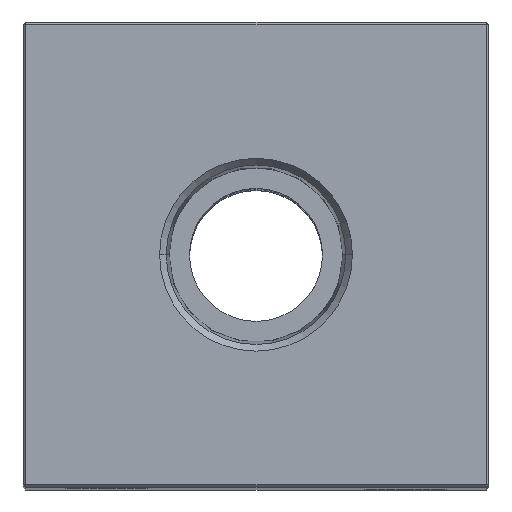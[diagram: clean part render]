
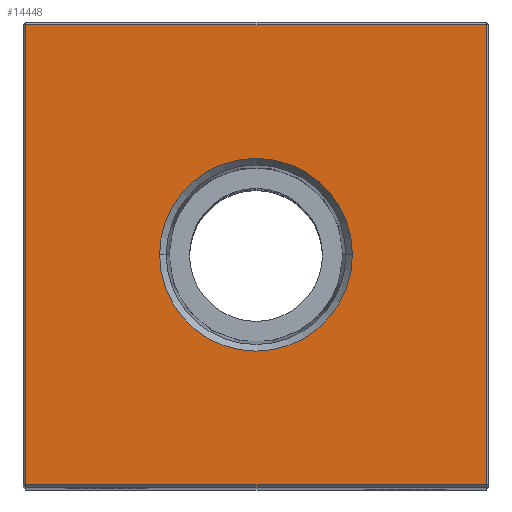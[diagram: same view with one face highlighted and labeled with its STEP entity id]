
A CAD part, top view. The second image highlights one B-rep face of the part: STEP entity #14448.
In plain terms, the highlighted planar face has unit normal (0, 0, 1).
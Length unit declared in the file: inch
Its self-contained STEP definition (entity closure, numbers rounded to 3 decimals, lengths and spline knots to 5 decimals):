
#717 = AXIS2_PLACEMENT_3D ( 'NONE', #18576, #1075, #14742 ) ;
#944 = DIRECTION ( 'NONE',  ( -1., 0., 0. ) ) ;
#1075 = DIRECTION ( 'NONE',  ( 0., 0., 1. ) ) ;
#1212 = AXIS2_PLACEMENT_3D ( 'NONE', #22749, #17248, #5482 ) ;
#1570 = VERTEX_POINT ( 'NONE', #19201 ) ;
#2005 = LINE ( 'NONE', #4167, #4824 ) ;
#2754 = ORIENTED_EDGE ( 'NONE', *, *, #15610, .F. ) ;
#3008 = CARTESIAN_POINT ( 'NONE',  ( -0.865, 0.865, 5.5 ) ) ;
#3916 = EDGE_CURVE ( 'NONE', #18464, #23788, #5782, .T. ) ;
#4167 = CARTESIAN_POINT ( 'NONE',  ( 0., 0.865, 5.5 ) ) ;
#4263 = EDGE_LOOP ( 'NONE', ( #11936, #16576, #9059, #14507 ) ) ;
#4775 = PLANE ( 'NONE',  #14482 ) ;
#4824 = VECTOR ( 'NONE', #5941, 39.37008 ) ;
#5113 = LINE ( 'NONE', #15549, #7969 ) ;
#5290 = VERTEX_POINT ( 'NONE', #16489 ) ;
#5316 = EDGE_LOOP ( 'NONE', ( #2754, #23688 ) ) ;
#5329 = EDGE_CURVE ( 'NONE', #1570, #14599, #14271, .T. ) ;
#5482 = DIRECTION ( 'NONE',  ( 1., 0., 0. ) ) ;
#5782 = LINE ( 'NONE', #13463, #19963 ) ;
#5941 = DIRECTION ( 'NONE',  ( -1., 0., 0. ) ) ;
#7969 = VECTOR ( 'NONE', #21309, 39.37008 ) ;
#8790 = EDGE_CURVE ( 'NONE', #11459, #18464, #19457, .T. ) ;
#8867 = CIRCLE ( 'NONE', #717, 0.3626 ) ;
#9059 = ORIENTED_EDGE ( 'NONE', *, *, #11360, .T. ) ;
#9368 = DIRECTION ( 'NONE',  ( 0., -1., 0. ) ) ;
#11360 = EDGE_CURVE ( 'NONE', #23788, #5290, #5113, .T. ) ;
#11459 = VERTEX_POINT ( 'NONE', #3008 ) ;
#11936 = ORIENTED_EDGE ( 'NONE', *, *, #8790, .T. ) ;
#11967 = CARTESIAN_POINT ( 'NONE',  ( -0.865, -0.865, 5.5 ) ) ;
#12170 = CARTESIAN_POINT ( 'NONE',  ( 0.3626, 0., 5.5 ) ) ;
#13463 = CARTESIAN_POINT ( 'NONE',  ( 0., -0.865, 5.5 ) ) ;
#14271 = CIRCLE ( 'NONE', #1212, 0.3626 ) ;
#14347 = VECTOR ( 'NONE', #9368, 39.37008 ) ;
#14448 = ADVANCED_FACE ( 'NONE', ( #14490, #24077 ), #4775, .F. ) ;
#14482 = AXIS2_PLACEMENT_3D ( 'NONE', #16657, #18690, #944 ) ;
#14490 = FACE_OUTER_BOUND ( 'NONE', #4263, .T. ) ;
#14507 = ORIENTED_EDGE ( 'NONE', *, *, #17618, .T. ) ;
#14599 = VERTEX_POINT ( 'NONE', #12170 ) ;
#14742 = DIRECTION ( 'NONE',  ( 1., 0., 0. ) ) ;
#15549 = CARTESIAN_POINT ( 'NONE',  ( 0.865, 0., 5.5 ) ) ;
#15610 = EDGE_CURVE ( 'NONE', #14599, #1570, #8867, .T. ) ;
#16489 = CARTESIAN_POINT ( 'NONE',  ( 0.865, 0.865, 5.5 ) ) ;
#16576 = ORIENTED_EDGE ( 'NONE', *, *, #3916, .T. ) ;
#16657 = CARTESIAN_POINT ( 'NONE',  ( 0., 0., 5.5 ) ) ;
#17248 = DIRECTION ( 'NONE',  ( 0., 0., 1. ) ) ;
#17548 = DIRECTION ( 'NONE',  ( 1., 0., 0. ) ) ;
#17618 = EDGE_CURVE ( 'NONE', #5290, #11459, #2005, .T. ) ;
#18464 = VERTEX_POINT ( 'NONE', #11967 ) ;
#18576 = CARTESIAN_POINT ( 'NONE',  ( 0., 0., 5.5 ) ) ;
#18603 = CARTESIAN_POINT ( 'NONE',  ( -0.865, 0., 5.5 ) ) ;
#18690 = DIRECTION ( 'NONE',  ( 0., 0., -1. ) ) ;
#19201 = CARTESIAN_POINT ( 'NONE',  ( -0.3626, 0., 5.5 ) ) ;
#19457 = LINE ( 'NONE', #18603, #14347 ) ;
#19963 = VECTOR ( 'NONE', #17548, 39.37008 ) ;
#20768 = CARTESIAN_POINT ( 'NONE',  ( 0.865, -0.865, 5.5 ) ) ;
#21309 = DIRECTION ( 'NONE',  ( 0., 1., 0. ) ) ;
#22749 = CARTESIAN_POINT ( 'NONE',  ( 0., 0., 5.5 ) ) ;
#23688 = ORIENTED_EDGE ( 'NONE', *, *, #5329, .F. ) ;
#23788 = VERTEX_POINT ( 'NONE', #20768 ) ;
#24077 = FACE_BOUND ( 'NONE', #5316, .T. ) ;
